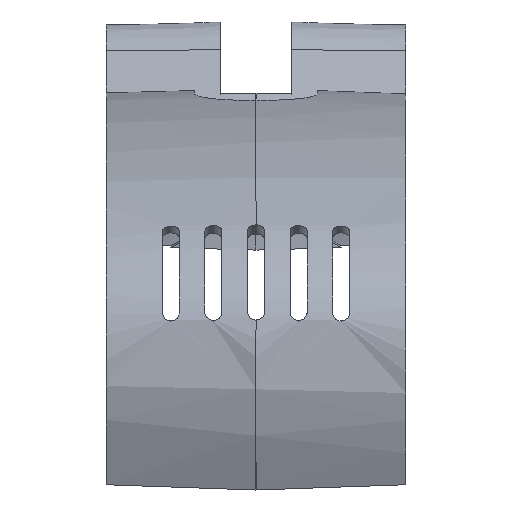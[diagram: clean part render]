
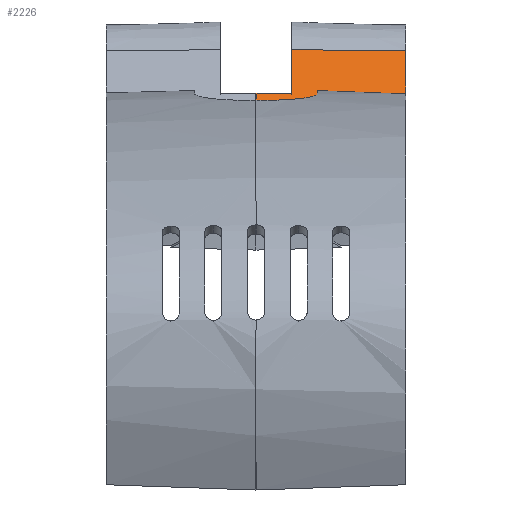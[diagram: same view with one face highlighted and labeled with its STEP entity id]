
A CAD part, top view. The second image highlights one B-rep face of the part: STEP entity #2226.
In plain terms, the highlighted planar face has unit normal (0.026, 0.437, 0.899).
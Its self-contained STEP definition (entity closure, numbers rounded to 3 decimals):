
#99 = CARTESIAN_POINT ( 'NONE',  ( 6.231, 70.577, -35.141 ) ) ;
#132 = DIRECTION ( 'NONE',  ( 0., -0.899, 0.437 ) ) ;
#182 = VECTOR ( 'NONE', #754, 1000. ) ;
#253 = PLANE ( 'NONE',  #5774 ) ;
#262 = EDGE_CURVE ( 'NONE', #4812, #1736, #3044, .T. ) ;
#344 = CARTESIAN_POINT ( 'NONE',  ( 0., 78.062, -38.597 ) ) ;
#353 = VERTEX_POINT ( 'NONE', #4624 ) ;
#387 = LINE ( 'NONE', #1756, #5116 ) ;
#440 = CARTESIAN_POINT ( 'NONE',  ( 17.608, 70.207, -35.292 ) ) ;
#558 = VERTEX_POINT ( 'NONE', #4141 ) ;
#609 = ORIENTED_EDGE ( 'NONE', *, *, #4123, .F. ) ;
#660 = LINE ( 'NONE', #2506, #5905 ) ;
#754 = DIRECTION ( 'NONE',  ( 0., 0.899, -0.437 ) ) ;
#798 = VECTOR ( 'NONE', #3666, 1000. ) ;
#799 = ORIENTED_EDGE ( 'NONE', *, *, #5201, .F. ) ;
#824 = LINE ( 'NONE', #344, #5001 ) ;
#855 = CARTESIAN_POINT ( 'NONE',  ( 17.608, 41.818, -21.495 ) ) ;
#893 = CARTESIAN_POINT ( 'NONE',  ( 15.712, 70.269, -35.267 ) ) ;
#915 = CARTESIAN_POINT ( 'NONE',  ( 4.191, 83.336, -41.282 ) ) ;
#1102 = FACE_OUTER_BOUND ( 'NONE', #3081, .T. ) ;
#1655 = ORIENTED_EDGE ( 'NONE', *, *, #2178, .T. ) ;
#1714 = CARTESIAN_POINT ( 'NONE',  ( 0., 70.778, -35.057 ) ) ;
#1730 = EDGE_CURVE ( 'NONE', #353, #1736, #824, .T. ) ;
#1736 = VERTEX_POINT ( 'NONE', #5633 ) ;
#1756 = CARTESIAN_POINT ( 'NONE',  ( 0., -0.259, -0.533 ) ) ;
#1950 = CARTESIAN_POINT ( 'NONE',  ( 8.127, 70.515, -35.166 ) ) ;
#2178 = EDGE_CURVE ( 'NONE', #2311, #558, #3680, .T. ) ;
#2226 = ADVANCED_FACE ( 'NONE', ( #1102 ), #253, .T. ) ;
#2311 = VERTEX_POINT ( 'NONE', #1714 ) ;
#2401 = CARTESIAN_POINT ( 'NONE',  ( 2.077, 70.711, -35.085 ) ) ;
#2506 = CARTESIAN_POINT ( 'NONE',  ( -3.253, 72.913, -36. ) ) ;
#3044 = LINE ( 'NONE', #915, #182 ) ;
#3081 = EDGE_LOOP ( 'NONE', ( #609, #1655, #4476, #5539, #3640, #799 ) ) ;
#3118 = DIRECTION ( 'NONE',  ( -1., 0.011, 0.024 ) ) ;
#3187 = CARTESIAN_POINT ( 'NONE',  ( 11.92, 70.392, -35.217 ) ) ;
#3248 = DIRECTION ( 'NONE',  ( 0., 0.899, -0.437 ) ) ;
#3637 = LINE ( 'NONE', #855, #798 ) ;
#3640 = ORIENTED_EDGE ( 'NONE', *, *, #262, .F. ) ;
#3666 = DIRECTION ( 'NONE',  ( 0., 0.899, -0.437 ) ) ;
#3680 = B_SPLINE_CURVE_WITH_KNOTS ( 'NONE', 3,
 ( #5076, #2401, #4234, #99, #1950, #3788, #3187, #5022, #893, #440 ),
 .UNSPECIFIED., .F., .F.,
 ( 4, 3, 3, 4 ),
 ( 0., 0.006, 0.012, 0.018 ),
 .UNSPECIFIED. ) ;
#3726 = CARTESIAN_POINT ( 'NONE',  ( 4.191, 72.828, -36.175 ) ) ;
#3788 = CARTESIAN_POINT ( 'NONE',  ( 10.024, 70.454, -35.191 ) ) ;
#3874 = DIRECTION ( 'NONE',  ( 0.026, 0.437, 0.899 ) ) ;
#4123 = EDGE_CURVE ( 'NONE', #2311, #4527, #387, .T. ) ;
#4141 = CARTESIAN_POINT ( 'NONE',  ( 17.608, 70.207, -35.292 ) ) ;
#4234 = CARTESIAN_POINT ( 'NONE',  ( 4.154, 70.644, -35.113 ) ) ;
#4341 = DIRECTION ( 'NONE',  ( 1., -0.011, -0.024 ) ) ;
#4476 = ORIENTED_EDGE ( 'NONE', *, *, #4962, .T. ) ;
#4527 = VERTEX_POINT ( 'NONE', #5019 ) ;
#4624 = CARTESIAN_POINT ( 'NONE',  ( 17.608, 77.86, -39.012 ) ) ;
#4768 = CARTESIAN_POINT ( 'NONE',  ( 0., -0.259, -0.533 ) ) ;
#4812 = VERTEX_POINT ( 'NONE', #3726 ) ;
#4962 = EDGE_CURVE ( 'NONE', #558, #353, #3637, .T. ) ;
#5001 = VECTOR ( 'NONE', #3118, 1000. ) ;
#5019 = CARTESIAN_POINT ( 'NONE',  ( 0., 72.876, -36.077 ) ) ;
#5022 = CARTESIAN_POINT ( 'NONE',  ( 13.816, 70.33, -35.242 ) ) ;
#5076 = CARTESIAN_POINT ( 'NONE',  ( 0., 70.778, -35.057 ) ) ;
#5116 = VECTOR ( 'NONE', #3248, 1000. ) ;
#5201 = EDGE_CURVE ( 'NONE', #4527, #4812, #660, .T. ) ;
#5539 = ORIENTED_EDGE ( 'NONE', *, *, #1730, .T. ) ;
#5633 = CARTESIAN_POINT ( 'NONE',  ( 4.191, 78.014, -38.696 ) ) ;
#5774 = AXIS2_PLACEMENT_3D ( 'NONE', #4768, #3874, #132 ) ;
#5905 = VECTOR ( 'NONE', #4341, 1000. ) ;
